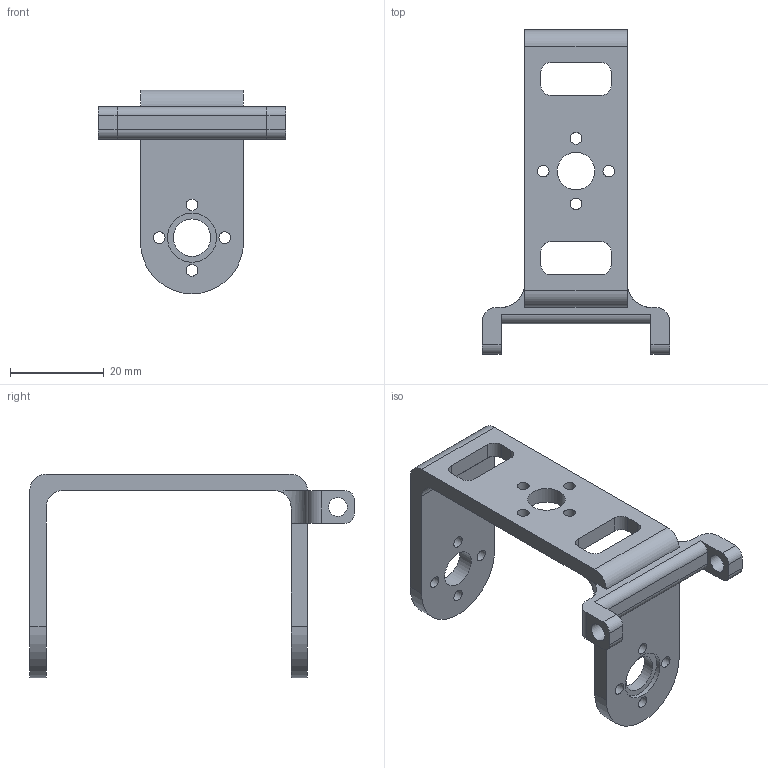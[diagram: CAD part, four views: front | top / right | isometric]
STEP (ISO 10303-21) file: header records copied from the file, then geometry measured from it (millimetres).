
FILE_DESCRIPTION(/* description */ (''),/* implementation_level */ '2;1');
FILE_NAME(/* name */ 'SS#504_Type1.step',/* time_stamp */ '2017-11-28T19:45:32+05:00',/* author */ (''),/* organization */ (''),/* preprocessor_version */ 'ST-DEVELOPER v16.13',/* originating_system */ 'Autodesk Translation Framework v6.5.0.72',/* authorisation */ '');
FILE_SCHEMA (('AUTOMOTIVE_DESIGN { 1 0 10303 214 3 1 1 }'));
Length unit declared in the file: millimetre
Products named in the file (1): UBracket01
Bounding box: 40 x 69.3 x 43.5 mm (x, y, z)
Volume: 10086.9 mm3; surface area: 7778.3 mm2
Topology: 1 solids, 1 shells, 228 faces, 650 edges, 432 vertices
Faces by surface type: plane 96, bspline 90, cylinder 42
Full cylindrical faces by diameter (mm): 2.5 x12, 4 x2, 8 x3, 10.5 x1
Entity records: 8365 total; most frequent: CARTESIAN_POINT 2855, ORIENTED_EDGE 1300, DIRECTION 830, EDGE_CURVE 650, VERTEX_POINT 432, LINE 384, VECTOR 384, EDGE_LOOP 274
